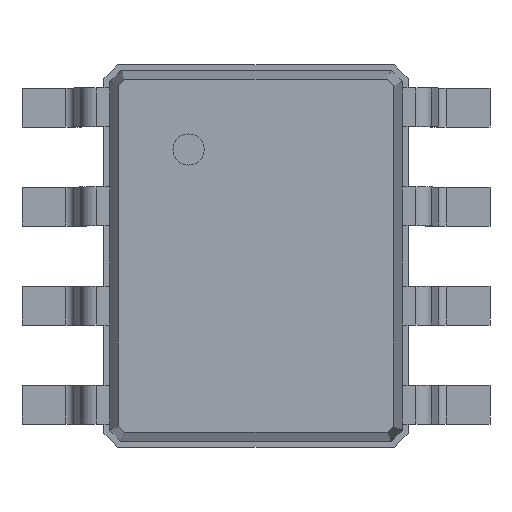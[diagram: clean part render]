
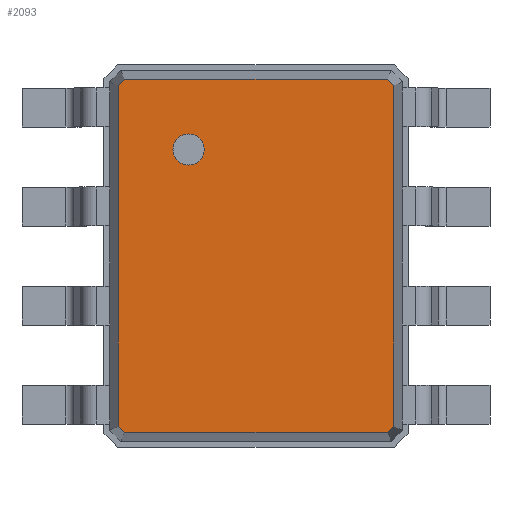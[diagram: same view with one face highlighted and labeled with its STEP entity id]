
A CAD part, top view. The second image highlights one B-rep face of the part: STEP entity #2093.
In plain terms, the highlighted planar face has unit normal (0, 0, 1).
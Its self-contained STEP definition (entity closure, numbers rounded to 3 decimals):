
#27=VECTOR('',#28,1.);
#28=DIRECTION('',(1.,0.,0.));
#51=VECTOR('',#52,1.);
#52=DIRECTION('',(0.707,-0.707,0.));
#58=VECTOR('',#59,1.);
#59=DIRECTION('',(0.,-1.,0.));
#65=VECTOR('',#66,1.);
#66=DIRECTION('',(-0.707,-0.707,0.));
#72=VECTOR('',#73,1.);
#73=DIRECTION('',(-1.,0.,0.));
#79=VECTOR('',#80,1.);
#80=DIRECTION('',(-0.707,0.707,0.));
#86=VECTOR('',#87,1.);
#87=DIRECTION('',(0.,1.,0.));
#91=VECTOR('',#92,1.);
#92=DIRECTION('',(0.707,0.707,0.));
#758=DIRECTION('',(0.,0.,-1.));
#793=VERTEX_POINT('',#794);
#794=CARTESIAN_POINT('',(-1.764,2.182,1.6));
#797=EDGE_CURVE('',#798,#793,#800,.T.);
#798=VERTEX_POINT('',#799);
#799=CARTESIAN_POINT('',(-1.764,-2.182,1.6));
#800=LINE('',#799,#86);
#811=VERTEX_POINT('',#812);
#812=CARTESIAN_POINT('',(-1.682,2.264,1.6));
#815=EDGE_CURVE('',#793,#811,#816,.T.);
#816=LINE('',#794,#91);
#825=VERTEX_POINT('',#826);
#826=CARTESIAN_POINT('',(1.682,2.264,1.6));
#829=EDGE_CURVE('',#811,#825,#830,.T.);
#830=LINE('',#812,#27);
#839=VERTEX_POINT('',#840);
#840=CARTESIAN_POINT('',(1.764,2.182,1.6));
#843=EDGE_CURVE('',#825,#839,#844,.T.);
#844=LINE('',#826,#51);
#885=VERTEX_POINT('',#886);
#886=CARTESIAN_POINT('',(1.764,-2.182,1.6));
#889=EDGE_CURVE('',#839,#885,#890,.T.);
#890=LINE('',#840,#58);
#2093=ADVANCED_FACE('',(#2094,#2114),#2124,.F.);
#2094=FACE_BOUND('',#2095,.F.);
#2095=EDGE_LOOP('',(#2096,#2097,#2098,#2099,#2104,#2109,#2112,#2113));
#2096=ORIENTED_EDGE('',*,*,#829,.T.);
#2097=ORIENTED_EDGE('',*,*,#843,.T.);
#2098=ORIENTED_EDGE('',*,*,#889,.T.);
#2099=ORIENTED_EDGE('',*,*,#2100,.T.);
#2100=EDGE_CURVE('',#885,#2101,#2103,.T.);
#2101=VERTEX_POINT('',#2102);
#2102=CARTESIAN_POINT('',(1.682,-2.264,1.6));
#2103=LINE('',#886,#65);
#2104=ORIENTED_EDGE('',*,*,#2105,.T.);
#2105=EDGE_CURVE('',#2101,#2106,#2108,.T.);
#2106=VERTEX_POINT('',#2107);
#2107=CARTESIAN_POINT('',(-1.682,-2.264,1.6));
#2108=LINE('',#2102,#72);
#2109=ORIENTED_EDGE('',*,*,#2110,.T.);
#2110=EDGE_CURVE('',#2106,#798,#2111,.T.);
#2111=LINE('',#2107,#79);
#2112=ORIENTED_EDGE('',*,*,#797,.T.);
#2113=ORIENTED_EDGE('',*,*,#815,.T.);
#2114=FACE_BOUND('',#2115,.F.);
#2115=EDGE_LOOP('',(#2116));
#2116=ORIENTED_EDGE('',*,*,#2117,.F.);
#2117=EDGE_CURVE('',#2118,#2118,#2120,.T.);
#2118=VERTEX_POINT('',#2119);
#2119=CARTESIAN_POINT('',(-0.864,1.164,1.6));
#2120=CIRCLE('',#2121,0.2);
#2121=AXIS2_PLACEMENT_3D('',#2122,#2123,#59);
#2122=CARTESIAN_POINT('',(-0.864,1.364,1.6));
#2123=DIRECTION('',(0.,-0.,-1.));
#2124=PLANE('',#2125);
#2125=AXIS2_PLACEMENT_3D('',#812,#758,#2126);
#2126=DIRECTION('',(0.596,-0.803,0.));
